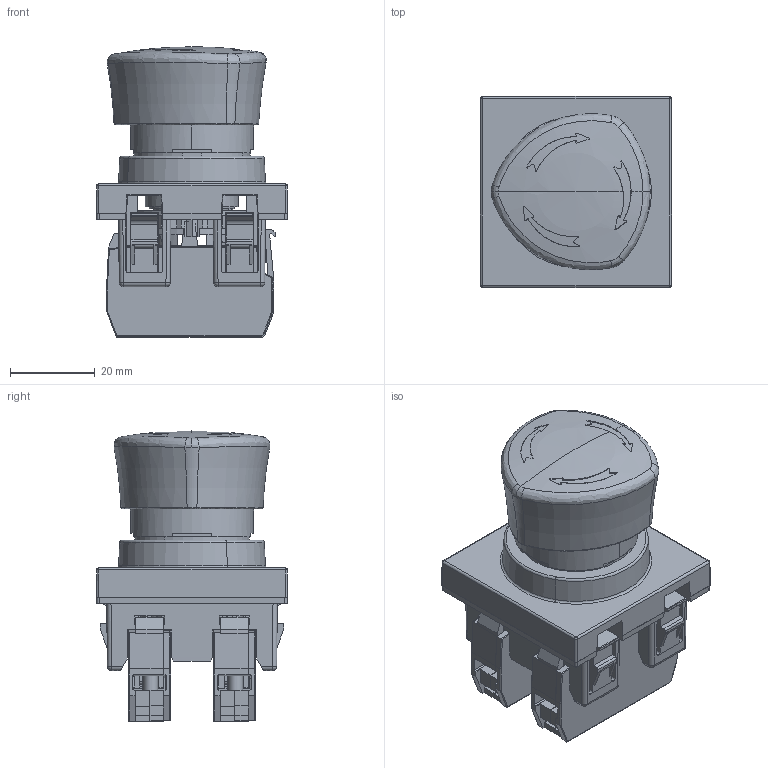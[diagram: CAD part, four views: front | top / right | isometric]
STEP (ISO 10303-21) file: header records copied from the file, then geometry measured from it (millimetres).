
FILE_DESCRIPTION(('CATIA V5 STEP Exchange','CAx-IF Rec.Pracs.--- Model Styling and Organization---1.5--- 2016-08-15','CAx-IF Rec.Pracs.---Supplemental Geometry---1.0---2011-11-01','CAx-IF Rec.Pracs.--- Composite Materials ---1.1---2010-07-15'),'2;1');
FILE_NAME('76601-ASS_AllCATPart.stp','2023-12-21T14:39:54+00:00',('none'),('none'),'CATIA Version 5-6 Release 2020 SP3','CATIA V5 STEP AP214 v2','none');
FILE_SCHEMA(('AUTOMOTIVE_DESIGN { 1 0 10303 214 1 1 1 1 }'));
Products named in the file (1): 76601-ASS_AllCATPart
Bounding box: 45.05 x 45.05 x 68.45 mm (x, y, z)
Volume: 36211.5 mm3; surface area: 49155.8 mm2
Topology: 10 solids, 28 shells, 2816 faces, 8151 edges, 5346 vertices
Faces by surface type: plane 1890, cylinder 587, bspline 161, cone 77, torus 50, sphere 39, extrusion 12
Entity records: 93519 total; most frequent: CARTESIAN_POINT 25774, ORIENTED_EDGE 16266, DIRECTION 10481, EDGE_CURVE 8133, VECTOR 5417, LINE 5405, VERTEX_POINT 5346, AXIS2_PLACEMENT_3D 3094
